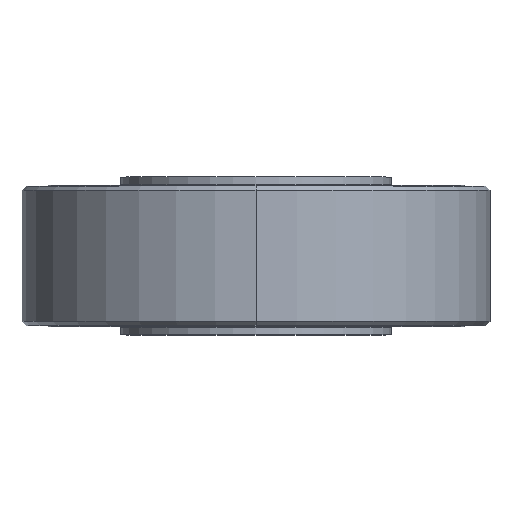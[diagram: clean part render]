
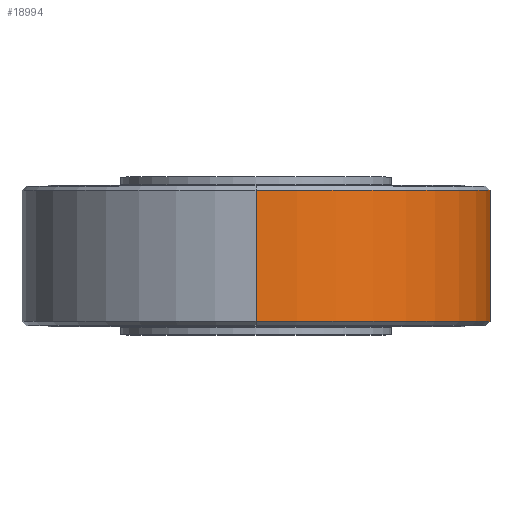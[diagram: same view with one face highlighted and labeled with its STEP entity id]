
A CAD part, top view. The second image highlights one B-rep face of the part: STEP entity #18994.
In plain terms, the highlighted cylindrical face has radius 112.5 mm (diameter 225 mm), a partial arc.
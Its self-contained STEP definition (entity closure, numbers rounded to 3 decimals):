
#349 = CARTESIAN_POINT ( 'NONE',  ( 18.31, 18.4, -111. ) ) ;
#750 = AXIS2_PLACEMENT_3D ( 'NONE', #1429, #12789, #12966 ) ;
#1004 = DIRECTION ( 'NONE',  ( 0., 1., 0. ) ) ;
#1090 = CARTESIAN_POINT ( 'NONE',  ( 0., 18.4, 0. ) ) ;
#1250 = VERTEX_POINT ( 'NONE', #21835 ) ;
#1429 = CARTESIAN_POINT ( 'NONE',  ( 0., 2., 0. ) ) ;
#1610 = ORIENTED_EDGE ( 'NONE', *, *, #8149, .F. ) ;
#2003 = DIRECTION ( 'NONE',  ( 0., -1., 0. ) ) ;
#2872 = CARTESIAN_POINT ( 'NONE',  ( 0., 18.4, -112.5 ) ) ;
#3166 = ORIENTED_EDGE ( 'NONE', *, *, #12420, .F. ) ;
#3378 = VERTEX_POINT ( 'NONE', #349 ) ;
#4338 = VERTEX_POINT ( 'NONE', #2872 ) ;
#4848 = AXIS2_PLACEMENT_3D ( 'NONE', #1090, #1004, #11001 ) ;
#5215 = AXIS2_PLACEMENT_3D ( 'NONE', #13239, #20773, #13152 ) ;
#5624 = EDGE_CURVE ( 'NONE', #9512, #1250, #17430, .T. ) ;
#6692 = VERTEX_POINT ( 'NONE', #13176 ) ;
#6954 = CARTESIAN_POINT ( 'NONE',  ( 0., 65., 112.5 ) ) ;
#7455 = AXIS2_PLACEMENT_3D ( 'NONE', #19865, #2003, #10296 ) ;
#7477 = DIRECTION ( 'NONE',  ( 0., -1., 0. ) ) ;
#7486 = CARTESIAN_POINT ( 'NONE',  ( 0., 65., 0. ) ) ;
#7872 = VERTEX_POINT ( 'NONE', #11752 ) ;
#8149 = EDGE_CURVE ( 'NONE', #18699, #7872, #13784, .T. ) ;
#8562 = ORIENTED_EDGE ( 'NONE', *, *, #24256, .F. ) ;
#8578 = CARTESIAN_POINT ( 'NONE',  ( 0., 2., 112.5 ) ) ;
#9415 = DIRECTION ( 'NONE',  ( 0., 0., 1. ) ) ;
#9512 = VERTEX_POINT ( 'NONE', #8578 ) ;
#9641 = CARTESIAN_POINT ( 'NONE',  ( 0., 67., 112.5 ) ) ;
#9779 = LINE ( 'NONE', #13156, #21881 ) ;
#9987 = EDGE_LOOP ( 'NONE', ( #18511, #13344, #18320, #8562, #24864, #3166, #11279, #1610 ) ) ;
#10116 = EDGE_CURVE ( 'NONE', #24580, #9512, #17856, .T. ) ;
#10296 = DIRECTION ( 'NONE',  ( 0., 0., -1. ) ) ;
#10622 = CIRCLE ( 'NONE', #4848, 112.5 ) ;
#10903 = CYLINDRICAL_SURFACE ( 'NONE', #7455, 112.5 ) ;
#11001 = DIRECTION ( 'NONE',  ( 0., 0., -1. ) ) ;
#11279 = ORIENTED_EDGE ( 'NONE', *, *, #21294, .T. ) ;
#11396 = EDGE_CURVE ( 'NONE', #18699, #24580, #21531, .T. ) ;
#11596 = EDGE_CURVE ( 'NONE', #3378, #4338, #10622, .T. ) ;
#11752 = CARTESIAN_POINT ( 'NONE',  ( 0., 48.6, -112.5 ) ) ;
#12420 = EDGE_CURVE ( 'NONE', #6692, #3378, #21799, .T. ) ;
#12789 = DIRECTION ( 'NONE',  ( 0., 1., 0. ) ) ;
#12966 = DIRECTION ( 'NONE',  ( 0., 0., 1. ) ) ;
#13152 = DIRECTION ( 'NONE',  ( 0., 0., 1. ) ) ;
#13156 = CARTESIAN_POINT ( 'NONE',  ( 0., 67., -112.5 ) ) ;
#13176 = CARTESIAN_POINT ( 'NONE',  ( 18.31, 48.6, -111. ) ) ;
#13239 = CARTESIAN_POINT ( 'NONE',  ( 0., 48.6, 0. ) ) ;
#13344 = ORIENTED_EDGE ( 'NONE', *, *, #10116, .T. ) ;
#13575 = DIRECTION ( 'NONE',  ( 0., -1., 0. ) ) ;
#13784 = LINE ( 'NONE', #24707, #22860 ) ;
#14483 = CIRCLE ( 'NONE', #5215, 112.5 ) ;
#14820 = CARTESIAN_POINT ( 'NONE',  ( 18.31, 67., -111. ) ) ;
#15405 = DIRECTION ( 'NONE',  ( 0., -1., 0. ) ) ;
#17430 = CIRCLE ( 'NONE', #750, 112.5 ) ;
#17856 = LINE ( 'NONE', #9641, #22762 ) ;
#18320 = ORIENTED_EDGE ( 'NONE', *, *, #5624, .T. ) ;
#18511 = ORIENTED_EDGE ( 'NONE', *, *, #11396, .T. ) ;
#18695 = DIRECTION ( 'NONE',  ( 0., -1., 0. ) ) ;
#18699 = VERTEX_POINT ( 'NONE', #22697 ) ;
#18754 = VECTOR ( 'NONE', #18695, 1000. ) ;
#18823 = DIRECTION ( 'NONE',  ( 0., -1., 0. ) ) ;
#18994 = ADVANCED_FACE ( 'NONE', ( #21561 ), #10903, .T. ) ;
#19865 = CARTESIAN_POINT ( 'NONE',  ( 0., 67., 0. ) ) ;
#20773 = DIRECTION ( 'NONE',  ( 0., 1., 0. ) ) ;
#21294 = EDGE_CURVE ( 'NONE', #6692, #7872, #14483, .T. ) ;
#21531 = CIRCLE ( 'NONE', #22545, 112.5 ) ;
#21561 = FACE_OUTER_BOUND ( 'NONE', #9987, .T. ) ;
#21799 = LINE ( 'NONE', #14820, #18754 ) ;
#21835 = CARTESIAN_POINT ( 'NONE',  ( 0., 2., -112.5 ) ) ;
#21881 = VECTOR ( 'NONE', #7477, 1000. ) ;
#22545 = AXIS2_PLACEMENT_3D ( 'NONE', #7486, #15405, #9415 ) ;
#22697 = CARTESIAN_POINT ( 'NONE',  ( 0., 65., -112.5 ) ) ;
#22762 = VECTOR ( 'NONE', #13575, 1000. ) ;
#22860 = VECTOR ( 'NONE', #18823, 1000. ) ;
#24256 = EDGE_CURVE ( 'NONE', #4338, #1250, #9779, .T. ) ;
#24580 = VERTEX_POINT ( 'NONE', #6954 ) ;
#24707 = CARTESIAN_POINT ( 'NONE',  ( 0., 67., -112.5 ) ) ;
#24864 = ORIENTED_EDGE ( 'NONE', *, *, #11596, .F. ) ;
